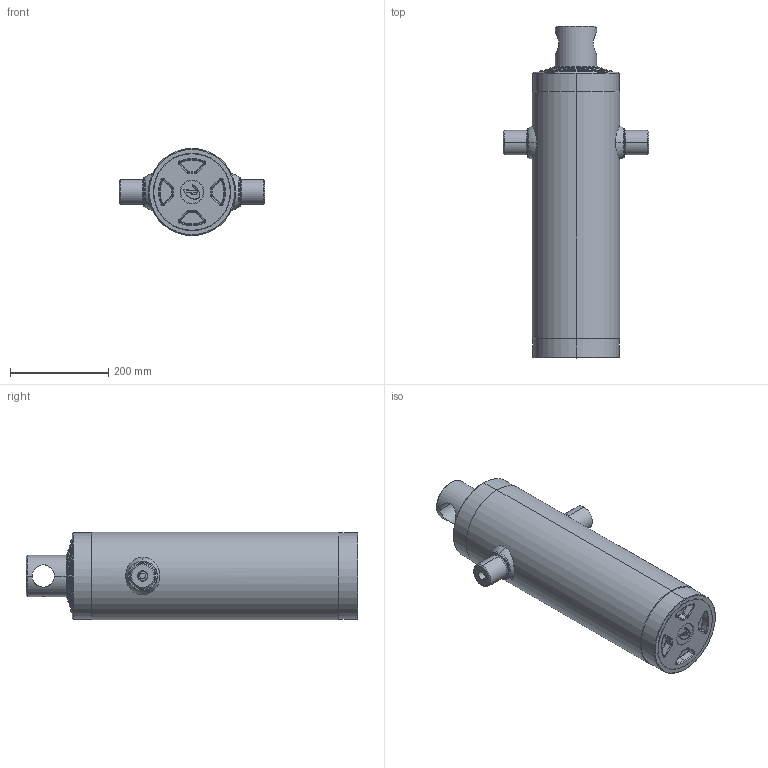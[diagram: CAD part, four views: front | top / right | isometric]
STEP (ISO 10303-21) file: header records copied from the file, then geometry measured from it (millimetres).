
FILE_DESCRIPTION (( 'STEP AP203' ), '1' );
FILE_NAME ('423.I.STEP', '2014-10-15T14:13:25', ( '' ), ( '' ), 'SwSTEP 2.0', 'SolidWorks 2013', '' );
FILE_SCHEMA (( 'CONFIG_CONTROL_DESIGN' ));
Length unit declared in the file: millimetre
Products named in the file (1): 423.I
Bounding box: 296.8 x 677 x 177.8 mm (x, y, z)
Surface area: 1186450.6 mm2 (no closed solid volume)
Topology: 0 solids, 15 shells, 241 faces, 636 edges, 399 vertices
Faces by surface type: cone 70, cylinder 70, torus 64, plane 30, bspline 7
Entity records: 9401 total; most frequent: CARTESIAN_POINT 3313, DIRECTION 1428, ORIENTED_EDGE 1092, EDGE_CURVE 636, AXIS2_PLACEMENT_3D 613, VERTEX_POINT 399, CIRCLE 378, EDGE_LOOP 259
